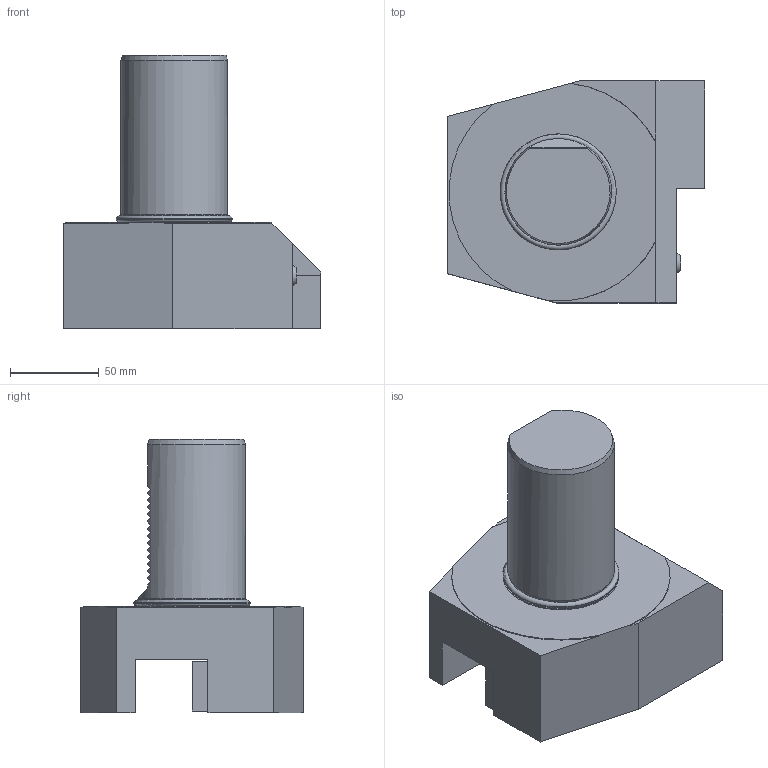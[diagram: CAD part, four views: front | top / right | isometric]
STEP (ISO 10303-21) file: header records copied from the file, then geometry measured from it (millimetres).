
FILE_DESCRIPTION (( 'STEP AP214' ), '1' );
FILE_NAME ('B860X32X60.STEP', '2025-07-24T05:46:04', ( '' ), ( '' ), 'SwSTEP 2.0', 'SolidWorks 2023', '' );
FILE_SCHEMA (( 'AUTOMOTIVE_DESIGN' ));
Length unit declared in the file: millimetre
Products named in the file (1): B860X32X60
Bounding box: 145 x 125 x 154 mm (x, y, z)
Volume: 1035497.1 mm3; surface area: 87687.1 mm2
Topology: 1 solids, 1 shells, 351 faces, 928 edges, 619 vertices
Faces by surface type: plane 226, bspline 87, cylinder 32, torus 3, cone 2, sphere 1
Full cylindrical faces by diameter (mm): 1.7 x1, 2.1 x1, 6.366 x1, 58.7 x1, 60 x1, 65.394 x1
Entity records: 18536 total; most frequent: CARTESIAN_POINT 7803, ORIENTED_EDGE 1826, DIRECTION 1280, EDGE_CURVE 913, VERTEX_POINT 614, LINE 606, VECTOR 606, EDGE_LOOP 401
